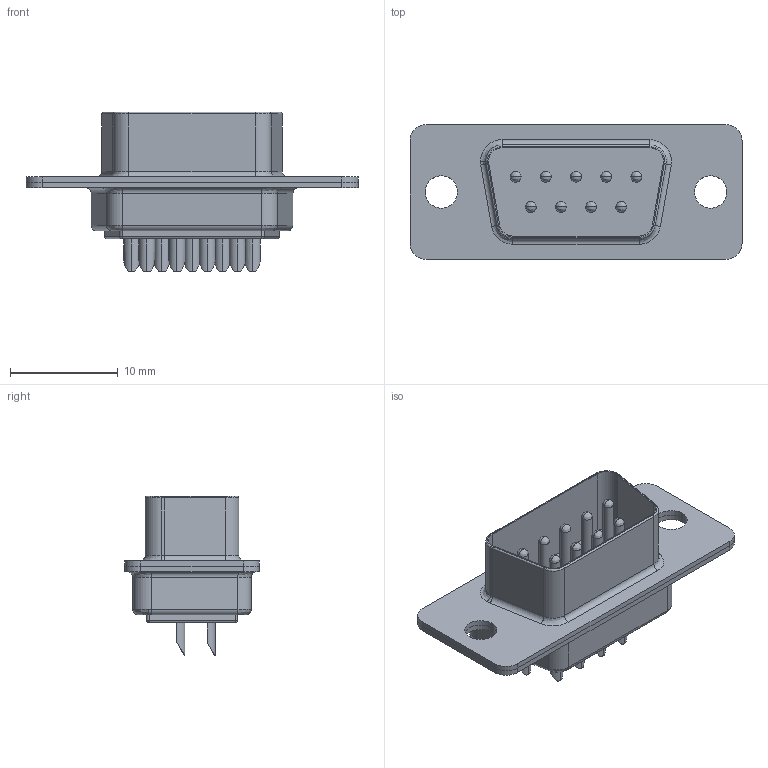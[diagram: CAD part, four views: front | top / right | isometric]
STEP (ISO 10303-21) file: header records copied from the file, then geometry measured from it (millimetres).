
FILE_DESCRIPTION (( 'STEP AP203' ), '1' );
FILE_NAME ('DB-9M.STEP', '2020-11-05T14:15:05', ( 'User' ), ( '' ), 'SwSTEP 2.0', 'SolidWorks 2017', '' );
FILE_SCHEMA (( 'CONFIG_CONTROL_DESIGN' ));
Length unit declared in the file: millimetre
Products named in the file (1): DB-9M
Bounding box: 30.8 x 12.5 x 14.8 mm (x, y, z)
Volume: 1281.4 mm3; surface area: 2983.5 mm2
Topology: 7 solids, 7 shells, 245 faces, 605 edges, 368 vertices
Faces by surface type: cylinder 115, plane 86, bspline 44
Entity records: 7761 total; most frequent: CARTESIAN_POINT 2115, DIRECTION 1178, ORIENTED_EDGE 1162, EDGE_CURVE 581, AXIS2_PLACEMENT_3D 446, VERTEX_POINT 368, LINE 286, VECTOR 286
